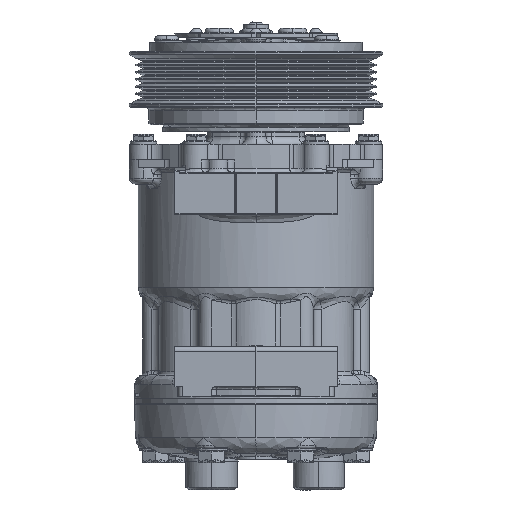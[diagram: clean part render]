
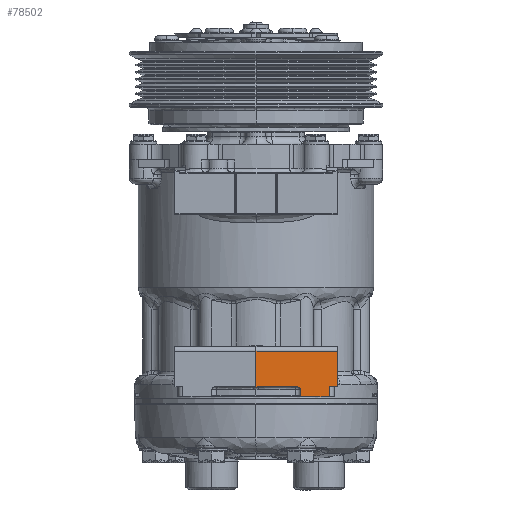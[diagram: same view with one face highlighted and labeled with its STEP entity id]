
A CAD part, front view. The second image highlights one B-rep face of the part: STEP entity #78502.
In plain terms, the highlighted planar face has unit normal (0.049, -0.999, 0).
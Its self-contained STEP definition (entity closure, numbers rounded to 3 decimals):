
#74 = VERTEX_POINT ( 'NONE', #87796 ) ;
#75997 = VERTEX_POINT ( 'NONE', #109371 ) ;
#76263 = EDGE_CURVE ( 'NONE', #75997, #76409, #112042, .T. ) ;
#76409 = VERTEX_POINT ( 'NONE', #112803 ) ;
#76992 = VERTEX_POINT ( 'NONE', #117884 ) ;
#77165 = EDGE_CURVE ( 'NONE', #76992, #87565, #118875, .T. ) ;
#78402 = ORIENTED_EDGE ( 'NONE', *, *, #78405, .T. ) ;
#78405 = EDGE_CURVE ( 'NONE', #78434, #78513, #124991, .T. ) ;
#78410 = ORIENTED_EDGE ( 'NONE', *, *, #78413, .F. ) ;
#78413 = EDGE_CURVE ( 'NONE', #78417, #78513, #124978, .T. ) ;
#78417 = VERTEX_POINT ( 'NONE', #124971 ) ;
#78434 = VERTEX_POINT ( 'NONE', #125079 ) ;
#78502 = ADVANCED_FACE ( 'NONE', ( #125200 ), #125194, .F. ) ;
#78507 = EDGE_LOOP ( 'NONE', ( #78510, #78402, #78410, #78572, #78578, #78603, #78606, #78609, #78541, #78547 ) ) ;
#78510 = ORIENTED_EDGE ( 'NONE', *, *, #78528, .F. ) ;
#78513 = VERTEX_POINT ( 'NONE', #125187 ) ;
#78528 = EDGE_CURVE ( 'NONE', #78434, #75997, #124189, .T. ) ;
#78541 = ORIENTED_EDGE ( 'NONE', *, *, #78544, .F. ) ;
#78544 = EDGE_CURVE ( 'NONE', #76409, #76992, #124664, .T. ) ;
#78547 = ORIENTED_EDGE ( 'NONE', *, *, #76263, .F. ) ;
#78572 = ORIENTED_EDGE ( 'NONE', *, *, #78575, .T. ) ;
#78575 = EDGE_CURVE ( 'NONE', #78417, #74, #125320, .T. ) ;
#78578 = ORIENTED_EDGE ( 'NONE', *, *, #197297, .F. ) ;
#78603 = ORIENTED_EDGE ( 'NONE', *, *, #87575, .F. ) ;
#78606 = ORIENTED_EDGE ( 'NONE', *, *, #87563, .F. ) ;
#78609 = ORIENTED_EDGE ( 'NONE', *, *, #77165, .F. ) ;
#87435 = VERTEX_POINT ( 'NONE', #181226 ) ;
#87563 = EDGE_CURVE ( 'NONE', #87565, #87435, #183927, .T. ) ;
#87565 = VERTEX_POINT ( 'NONE', #184036 ) ;
#87575 = EDGE_CURVE ( 'NONE', #87435, #87577, #184013, .T. ) ;
#87577 = VERTEX_POINT ( 'NONE', #181413 ) ;
#87796 = CARTESIAN_POINT ( 'NONE',  ( 1.019, -75., -52.597 ) ) ;
#109371 = CARTESIAN_POINT ( 'NONE',  ( 37.141, -73.238, -52.597 ) ) ;
#112025 = DIRECTION ( 'NONE',  ( 0., 0., -1. ) ) ;
#112027 = VECTOR ( 'NONE', #112025, 1000. ) ;
#112030 = CARTESIAN_POINT ( 'NONE',  ( 37.141, -73.238, -57.597 ) ) ;
#112042 = LINE ( 'NONE', #112030, #112027 ) ;
#112803 = CARTESIAN_POINT ( 'NONE',  ( 37.141, -73.238, -57.597 ) ) ;
#117884 = CARTESIAN_POINT ( 'NONE',  ( 23.506, -73.903, -57.597 ) ) ;
#118872 = DIRECTION ( 'NONE',  ( -0.725, -0.035, 0.688 ) ) ;
#118873 = VECTOR ( 'NONE', #118872, 1000. ) ;
#118874 = CARTESIAN_POINT ( 'NONE',  ( 23.506, -73.903, -57.597 ) ) ;
#118875 = LINE ( 'NONE', #118874, #118873 ) ;
#123189 = CARTESIAN_POINT ( 'NONE',  ( 41.019, -73.049, -52.597 ) ) ;
#124189 = LINE ( 'NONE', #123189, #124482 ) ;
#124480 = DIRECTION ( 'NONE',  ( -0.999, -0.049, 0. ) ) ;
#124482 = VECTOR ( 'NONE', #124480, 1000. ) ;
#124659 = DIRECTION ( 'NONE',  ( -0.999, -0.049, 0. ) ) ;
#124661 = VECTOR ( 'NONE', #124659, 1000. ) ;
#124663 = CARTESIAN_POINT ( 'NONE',  ( 37.141, -73.238, -57.597 ) ) ;
#124664 = LINE ( 'NONE', #124663, #124661 ) ;
#124971 = CARTESIAN_POINT ( 'NONE',  ( 1.019, -75., -35.097 ) ) ;
#124973 = DIRECTION ( 'NONE',  ( 0.999, 0.049, 0. ) ) ;
#124974 = VECTOR ( 'NONE', #124973, 1000. ) ;
#124976 = CARTESIAN_POINT ( 'NONE',  ( 0.778, -75.012, -35.097 ) ) ;
#124978 = LINE ( 'NONE', #124976, #124974 ) ;
#124986 = DIRECTION ( 'NONE',  ( 0., 0., 1. ) ) ;
#124987 = VECTOR ( 'NONE', #124986, 1000. ) ;
#124989 = CARTESIAN_POINT ( 'NONE',  ( 41.019, -73.049, -52.597 ) ) ;
#124991 = LINE ( 'NONE', #124989, #124987 ) ;
#125079 = CARTESIAN_POINT ( 'NONE',  ( 41.019, -73.049, -52.597 ) ) ;
#125187 = CARTESIAN_POINT ( 'NONE',  ( 41.019, -73.049, -35.097 ) ) ;
#125188 = DIRECTION ( 'NONE',  ( -0.999, -0.049, 0. ) ) ;
#125189 = DIRECTION ( 'NONE',  ( -0.049, 0.999, 0. ) ) ;
#125191 = CARTESIAN_POINT ( 'NONE',  ( 41.019, -73.049, -57.597 ) ) ;
#125192 = AXIS2_PLACEMENT_3D ( 'NONE', #125191, #125189, #125188 ) ;
#125194 = PLANE ( 'NONE',  #125192 ) ;
#125200 = FACE_OUTER_BOUND ( 'NONE', #78507, .T. ) ;
#125314 = DIRECTION ( 'NONE',  ( 0., 0., -1. ) ) ;
#125316 = VECTOR ( 'NONE', #125314, 1000. ) ;
#125318 = CARTESIAN_POINT ( 'NONE',  ( 1.019, -75., -57.597 ) ) ;
#125320 = LINE ( 'NONE', #125318, #125316 ) ;
#181226 = CARTESIAN_POINT ( 'NONE',  ( 22.9, -73.933, -54.058 ) ) ;
#181291 = CARTESIAN_POINT ( 'NONE',  ( 21.4, -74.006, -52.597 ) ) ;
#181293 = CARTESIAN_POINT ( 'NONE',  ( 21.655, -73.993, -52.597 ) ) ;
#181295 = CARTESIAN_POINT ( 'NONE',  ( 21.876, -73.983, -52.661 ) ) ;
#181297 = CARTESIAN_POINT ( 'NONE',  ( 22.224, -73.966, -52.828 ) ) ;
#181300 = CARTESIAN_POINT ( 'NONE',  ( 22.353, -73.959, -52.931 ) ) ;
#181301 = CARTESIAN_POINT ( 'NONE',  ( 22.449, -73.955, -53.024 ) ) ;
#181302 = CARTESIAN_POINT ( 'NONE',  ( 22.452, -73.955, -53.027 ) ) ;
#181413 = CARTESIAN_POINT ( 'NONE',  ( 21.4, -74.006, -52.597 ) ) ;
#183927 = LINE ( 'NONE', #184041, #184039 ) ;
#183989 = CARTESIAN_POINT ( 'NONE',  ( 22.456, -73.954, -53.031 ) ) ;
#183991 = CARTESIAN_POINT ( 'NONE',  ( 22.463, -73.954, -53.038 ) ) ;
#183993 = CARTESIAN_POINT ( 'NONE',  ( 22.479, -73.953, -53.054 ) ) ;
#183995 = CARTESIAN_POINT ( 'NONE',  ( 22.509, -73.952, -53.086 ) ) ;
#183996 = CARTESIAN_POINT ( 'NONE',  ( 22.534, -73.951, -53.114 ) ) ;
#183997 = CARTESIAN_POINT ( 'NONE',  ( 22.583, -73.948, -53.172 ) ) ;
#183998 = CARTESIAN_POINT ( 'NONE',  ( 22.613, -73.947, -53.212 ) ) ;
#184000 = CARTESIAN_POINT ( 'NONE',  ( 22.696, -73.943, -53.335 ) ) ;
#184001 = CARTESIAN_POINT ( 'NONE',  ( 22.743, -73.94, -53.422 ) ) ;
#184002 = CARTESIAN_POINT ( 'NONE',  ( 22.857, -73.935, -53.688 ) ) ;
#184003 = CARTESIAN_POINT ( 'NONE',  ( 22.895, -73.933, -53.875 ) ) ;
#184009 = CARTESIAN_POINT ( 'NONE',  ( 22.9, -73.933, -54.058 ) ) ;
#184013 = B_SPLINE_CURVE_WITH_KNOTS ( 'NONE', 3,
 ( #184009, #184003, #184002, #184001, #184000, #183998, #183997, #183996, #183995, #183993, #183991, #183989, #181302, #181301, #181300, #181297, #181295, #181293, #181291 ),
 .UNSPECIFIED., .F., .F.,
 ( 4, 2, 2, 2, 1, 1, 1, 2, 2, 2, 4 ),
 ( 0., 0.25, 0.375, 0.438, 0.469, 0.484, 0.492, 0.496, 0.5, 0.75, 1. ),
 .UNSPECIFIED. ) ;
#184036 = CARTESIAN_POINT ( 'NONE',  ( 22.979, -73.929, -57.097 ) ) ;
#184037 = DIRECTION ( 'NONE',  ( -0.026, -0.001, 1. ) ) ;
#184039 = VECTOR ( 'NONE', #184037, 1000. ) ;
#184041 = CARTESIAN_POINT ( 'NONE',  ( 22.979, -73.929, -57.097 ) ) ;
#190855 = DIRECTION ( 'NONE',  ( -0.999, -0.049, 0. ) ) ;
#190856 = VECTOR ( 'NONE', #190855, 1000. ) ;
#190857 = CARTESIAN_POINT ( 'NONE',  ( 41.019, -73.049, -52.597 ) ) ;
#190870 = LINE ( 'NONE', #190857, #190856 ) ;
#197297 = EDGE_CURVE ( 'NONE', #87577, #74, #190870, .T. ) ;
